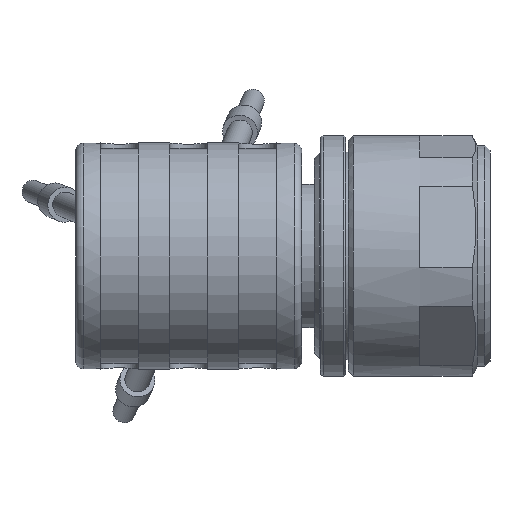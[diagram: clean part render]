
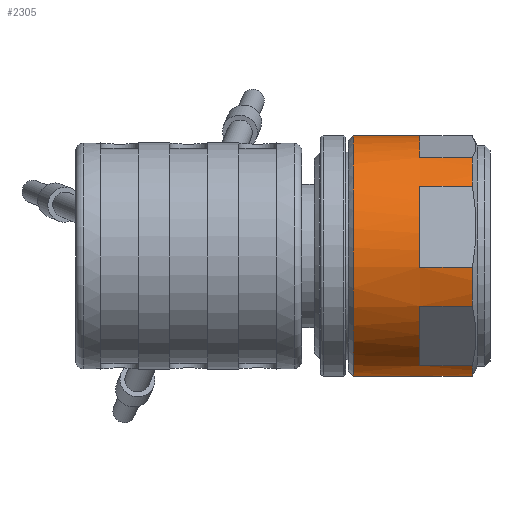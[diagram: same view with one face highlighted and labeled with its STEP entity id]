
A CAD part, left-side view. The second image highlights one B-rep face of the part: STEP entity #2305.
In plain terms, the highlighted cylindrical face has radius 4.8 mm (diameter 9.6 mm), a full revolution.
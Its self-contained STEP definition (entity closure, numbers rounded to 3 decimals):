
#95=LINE($,#3527,#203);
#96=LINE($,#3533,#204);
#98=LINE($,#3538,#206);
#99=LINE($,#3544,#207);
#101=LINE($,#3549,#209);
#102=LINE($,#3555,#210);
#104=LINE($,#3560,#212);
#105=LINE($,#3566,#213);
#107=LINE($,#3574,#215);
#108=LINE($,#3578,#216);
#109=LINE($,#3584,#217);
#110=LINE($,#3588,#218);
#203=VECTOR($,#2797,2.1);
#204=VECTOR($,#2798,2.1);
#206=VECTOR($,#2802,2.1);
#207=VECTOR($,#2803,2.1);
#209=VECTOR($,#2807,2.1);
#210=VECTOR($,#2808,2.1);
#212=VECTOR($,#2812,2.1);
#213=VECTOR($,#2813,2.1);
#215=VECTOR($,#2821,2.1);
#216=VECTOR($,#2824,2.1);
#217=VECTOR($,#2831,2.1);
#218=VECTOR($,#2834,2.1);
#535=FACE_BOUND($,#778,.T.);
#617=FACE_OUTER_BOUND($,#777,.T.);
#777=EDGE_LOOP($,(#1664));
#778=EDGE_LOOP($,(#1665,#1666,#1667,#1668,#1669,#1670,#1671,#1672,#1673,
#1674,#1675,#1676,#1677,#1678,#1679,#1680,#1681,#1682,#1683,#1684,#1685,
#1686,#1687,#1688));
#1002=CIRCLE($,#2473,4.8);
#1003=CIRCLE($,#2474,4.8);
#1004=CIRCLE($,#2475,4.8);
#1005=CIRCLE($,#2476,4.8);
#1006=CIRCLE($,#2477,4.8);
#1007=CIRCLE($,#2478,4.8);
#1008=CIRCLE($,#2479,4.8);
#1009=CIRCLE($,#2480,4.8);
#1010=CIRCLE($,#2481,4.8);
#1011=CIRCLE($,#2482,4.8);
#1012=CIRCLE($,#2483,4.8);
#1013=CIRCLE($,#2484,4.8);
#1014=CIRCLE($,#2485,4.8);
#1133=VERTEX_POINT($,#3525);
#1134=VERTEX_POINT($,#3526);
#1135=VERTEX_POINT($,#3528);
#1136=VERTEX_POINT($,#3532);
#1137=VERTEX_POINT($,#3536);
#1138=VERTEX_POINT($,#3537);
#1139=VERTEX_POINT($,#3539);
#1140=VERTEX_POINT($,#3543);
#1141=VERTEX_POINT($,#3547);
#1142=VERTEX_POINT($,#3548);
#1143=VERTEX_POINT($,#3550);
#1144=VERTEX_POINT($,#3554);
#1145=VERTEX_POINT($,#3558);
#1146=VERTEX_POINT($,#3559);
#1147=VERTEX_POINT($,#3561);
#1148=VERTEX_POINT($,#3565);
#1149=VERTEX_POINT($,#3569);
#1150=VERTEX_POINT($,#3571);
#1151=VERTEX_POINT($,#3573);
#1152=VERTEX_POINT($,#3575);
#1153=VERTEX_POINT($,#3577);
#1154=VERTEX_POINT($,#3581);
#1155=VERTEX_POINT($,#3583);
#1156=VERTEX_POINT($,#3585);
#1157=VERTEX_POINT($,#3587);
#1348=EDGE_CURVE($,#1133,#1134,#95,.T.);
#1350=EDGE_CURVE($,#1135,#1136,#96,.T.);
#1352=EDGE_CURVE($,#1137,#1138,#98,.T.);
#1354=EDGE_CURVE($,#1139,#1140,#99,.T.);
#1356=EDGE_CURVE($,#1141,#1142,#101,.T.);
#1358=EDGE_CURVE($,#1143,#1144,#102,.T.);
#1360=EDGE_CURVE($,#1145,#1146,#104,.T.);
#1362=EDGE_CURVE($,#1147,#1148,#105,.T.);
#1364=EDGE_CURVE($,#1149,#1149,#1002,.T.);
#1365=EDGE_CURVE($,#1150,#1135,#1003,.T.);
#1366=EDGE_CURVE($,#1151,#1150,#107,.T.);
#1367=EDGE_CURVE($,#1151,#1152,#1004,.T.);
#1368=EDGE_CURVE($,#1153,#1152,#108,.T.);
#1369=EDGE_CURVE($,#1146,#1153,#1005,.T.);
#1370=EDGE_CURVE($,#1145,#1148,#1006,.T.);
#1371=EDGE_CURVE($,#1154,#1147,#1007,.T.);
#1372=EDGE_CURVE($,#1155,#1154,#109,.T.);
#1373=EDGE_CURVE($,#1155,#1156,#1008,.T.);
#1374=EDGE_CURVE($,#1157,#1156,#110,.T.);
#1375=EDGE_CURVE($,#1142,#1157,#1009,.T.);
#1376=EDGE_CURVE($,#1141,#1144,#1010,.T.);
#1377=EDGE_CURVE($,#1138,#1143,#1011,.T.);
#1378=EDGE_CURVE($,#1137,#1140,#1012,.T.);
#1379=EDGE_CURVE($,#1134,#1139,#1013,.T.);
#1380=EDGE_CURVE($,#1133,#1136,#1014,.T.);
#1664=ORIENTED_EDGE($,*,*,#1364,.T.);
#1665=ORIENTED_EDGE($,*,*,#1350,.F.);
#1666=ORIENTED_EDGE($,*,*,#1365,.F.);
#1667=ORIENTED_EDGE($,*,*,#1366,.F.);
#1668=ORIENTED_EDGE($,*,*,#1367,.T.);
#1669=ORIENTED_EDGE($,*,*,#1368,.F.);
#1670=ORIENTED_EDGE($,*,*,#1369,.F.);
#1671=ORIENTED_EDGE($,*,*,#1360,.F.);
#1672=ORIENTED_EDGE($,*,*,#1370,.T.);
#1673=ORIENTED_EDGE($,*,*,#1362,.F.);
#1674=ORIENTED_EDGE($,*,*,#1371,.F.);
#1675=ORIENTED_EDGE($,*,*,#1372,.F.);
#1676=ORIENTED_EDGE($,*,*,#1373,.T.);
#1677=ORIENTED_EDGE($,*,*,#1374,.F.);
#1678=ORIENTED_EDGE($,*,*,#1375,.F.);
#1679=ORIENTED_EDGE($,*,*,#1356,.F.);
#1680=ORIENTED_EDGE($,*,*,#1376,.T.);
#1681=ORIENTED_EDGE($,*,*,#1358,.F.);
#1682=ORIENTED_EDGE($,*,*,#1377,.F.);
#1683=ORIENTED_EDGE($,*,*,#1352,.F.);
#1684=ORIENTED_EDGE($,*,*,#1378,.T.);
#1685=ORIENTED_EDGE($,*,*,#1354,.F.);
#1686=ORIENTED_EDGE($,*,*,#1379,.F.);
#1687=ORIENTED_EDGE($,*,*,#1348,.F.);
#1688=ORIENTED_EDGE($,*,*,#1380,.T.);
#2236=CYLINDRICAL_SURFACE($,#2472,4.8);
#2305=ADVANCED_FACE($,(#617,#535),#2236,.T.);
#2472=AXIS2_PLACEMENT_3D($,#3568,#2815,#2816);
#2473=AXIS2_PLACEMENT_3D($,#3570,#2817,#2818);
#2474=AXIS2_PLACEMENT_3D($,#3572,#2819,#2820);
#2475=AXIS2_PLACEMENT_3D($,#3576,#2822,#2823);
#2476=AXIS2_PLACEMENT_3D($,#3579,#2825,#2826);
#2477=AXIS2_PLACEMENT_3D($,#3580,#2827,#2828);
#2478=AXIS2_PLACEMENT_3D($,#3582,#2829,#2830);
#2479=AXIS2_PLACEMENT_3D($,#3586,#2832,#2833);
#2480=AXIS2_PLACEMENT_3D($,#3589,#2835,#2836);
#2481=AXIS2_PLACEMENT_3D($,#3590,#2837,#2838);
#2482=AXIS2_PLACEMENT_3D($,#3591,#2839,#2840);
#2483=AXIS2_PLACEMENT_3D($,#3592,#2841,#2842);
#2484=AXIS2_PLACEMENT_3D($,#3593,#2843,#2844);
#2485=AXIS2_PLACEMENT_3D($,#3594,#2845,#2846);
#2797=DIRECTION($,(0.,-1.,0.));
#2798=DIRECTION($,(0.,1.,0.));
#2802=DIRECTION($,(0.,-1.,0.));
#2803=DIRECTION($,(0.,1.,0.));
#2807=DIRECTION($,(0.,-1.,0.));
#2808=DIRECTION($,(0.,1.,0.));
#2812=DIRECTION($,(0.,-1.,0.));
#2813=DIRECTION($,(0.,1.,0.));
#2815=DIRECTION('center_axis',(0.,-1.,0.));
#2816=DIRECTION('ref_axis',(-0.966,0.,0.259));
#2817=DIRECTION('center_axis',(0.,-1.,0.));
#2818=DIRECTION('ref_axis',(0.259,0.,0.966));
#2819=DIRECTION('center_axis',(0.,-1.,0.));
#2820=DIRECTION('ref_axis',(-0.966,0.,0.259));
#2821=DIRECTION($,(0.,-1.,0.));
#2822=DIRECTION('center_axis',(0.,1.,0.));
#2823=DIRECTION('ref_axis',(-0.259,0.,-0.966));
#2824=DIRECTION($,(0.,1.,0.));
#2825=DIRECTION('center_axis',(0.,-1.,0.));
#2826=DIRECTION('ref_axis',(-0.966,0.,0.259));
#2827=DIRECTION('center_axis',(0.,1.,0.));
#2828=DIRECTION('ref_axis',(-0.259,0.,-0.966));
#2829=DIRECTION('center_axis',(0.,-1.,0.));
#2830=DIRECTION('ref_axis',(-0.966,0.,0.259));
#2831=DIRECTION($,(0.,-1.,0.));
#2832=DIRECTION('center_axis',(0.,1.,0.));
#2833=DIRECTION('ref_axis',(-0.259,0.,-0.966));
#2834=DIRECTION($,(0.,1.,0.));
#2835=DIRECTION('center_axis',(0.,-1.,0.));
#2836=DIRECTION('ref_axis',(-0.966,0.,0.259));
#2837=DIRECTION('center_axis',(0.,1.,0.));
#2838=DIRECTION('ref_axis',(-0.259,0.,-0.966));
#2839=DIRECTION('center_axis',(0.,-1.,0.));
#2840=DIRECTION('ref_axis',(-0.966,0.,0.259));
#2841=DIRECTION('center_axis',(0.,1.,0.));
#2842=DIRECTION('ref_axis',(-0.259,0.,-0.966));
#2843=DIRECTION('center_axis',(0.,-1.,0.));
#2844=DIRECTION('ref_axis',(-0.966,0.,0.259));
#2845=DIRECTION('center_axis',(0.,1.,0.));
#2846=DIRECTION('ref_axis',(-0.259,0.,-0.966));
#3525=CARTESIAN_POINT('',(47.222,52.05,3.914));
#3526=CARTESIAN_POINT('',(47.222,49.95,3.914));
#3527=CARTESIAN_POINT($,(47.222,49.25,3.914));
#3528=CARTESIAN_POINT('',(50.449,49.95,4.779));
#3532=CARTESIAN_POINT('',(50.449,52.05,4.779));
#3533=CARTESIAN_POINT($,(50.449,49.25,4.779));
#3536=CARTESIAN_POINT('',(45.221,52.05,-0.449));
#3537=CARTESIAN_POINT('',(45.221,49.95,-0.449));
#3538=CARTESIAN_POINT($,(45.221,49.25,-0.449));
#3539=CARTESIAN_POINT('',(46.086,49.95,2.778));
#3543=CARTESIAN_POINT('',(46.086,52.05,2.778));
#3544=CARTESIAN_POINT($,(46.086,49.25,2.778));
#3547=CARTESIAN_POINT('',(47.999,52.05,-4.363));
#3548=CARTESIAN_POINT('',(47.999,49.95,-4.363));
#3549=CARTESIAN_POINT($,(47.999,49.25,-4.363));
#3550=CARTESIAN_POINT('',(45.637,49.95,-2.001));
#3554=CARTESIAN_POINT('',(45.637,52.05,-2.001));
#3555=CARTESIAN_POINT($,(45.637,49.25,-2.001));
#3558=CARTESIAN_POINT('',(54.779,52.05,0.449));
#3559=CARTESIAN_POINT('',(54.779,49.95,0.449));
#3560=CARTESIAN_POINT($,(54.779,49.25,0.449));
#3561=CARTESIAN_POINT('',(53.914,49.95,-2.778));
#3565=CARTESIAN_POINT('',(53.914,52.05,-2.778));
#3566=CARTESIAN_POINT($,(53.914,49.25,-2.778));
#3568=CARTESIAN_POINT('Origin',(50.,49.25,0.));
#3569=CARTESIAN_POINT('',(51.242,54.7,4.636));
#3570=CARTESIAN_POINT('Origin',(50.,54.7,0.));
#3571=CARTESIAN_POINT('',(52.001,49.95,4.363));
#3572=CARTESIAN_POINT('Origin',(50.,49.95,0.));
#3573=CARTESIAN_POINT('',(52.001,52.05,4.363));
#3574=CARTESIAN_POINT($,(52.001,49.25,4.363));
#3575=CARTESIAN_POINT('',(54.363,52.05,2.001));
#3576=CARTESIAN_POINT('Origin',(50.,52.05,0.));
#3577=CARTESIAN_POINT('',(54.363,49.95,2.001));
#3578=CARTESIAN_POINT($,(54.363,49.25,2.001));
#3579=CARTESIAN_POINT('Origin',(50.,49.95,0.));
#3580=CARTESIAN_POINT('Origin',(50.,52.05,0.));
#3581=CARTESIAN_POINT('',(52.778,49.95,-3.914));
#3582=CARTESIAN_POINT('Origin',(50.,49.95,0.));
#3583=CARTESIAN_POINT('',(52.778,52.05,-3.914));
#3584=CARTESIAN_POINT($,(52.778,49.25,-3.914));
#3585=CARTESIAN_POINT('',(49.551,52.05,-4.779));
#3586=CARTESIAN_POINT('Origin',(50.,52.05,0.));
#3587=CARTESIAN_POINT('',(49.551,49.95,-4.779));
#3588=CARTESIAN_POINT($,(49.551,49.25,-4.779));
#3589=CARTESIAN_POINT('Origin',(50.,49.95,0.));
#3590=CARTESIAN_POINT('Origin',(50.,52.05,0.));
#3591=CARTESIAN_POINT('Origin',(50.,49.95,0.));
#3592=CARTESIAN_POINT('Origin',(50.,52.05,0.));
#3593=CARTESIAN_POINT('Origin',(50.,49.95,0.));
#3594=CARTESIAN_POINT('Origin',(50.,52.05,0.));
